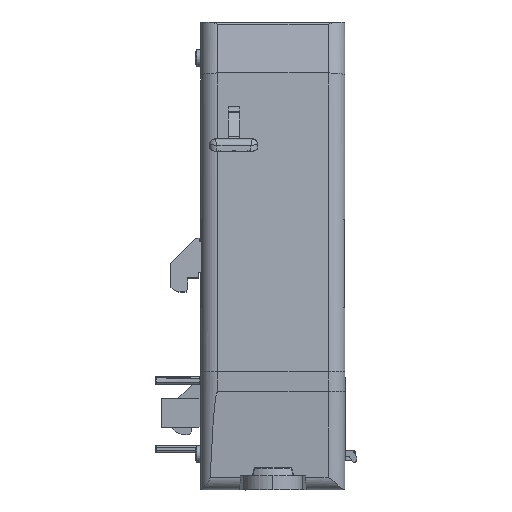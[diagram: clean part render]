
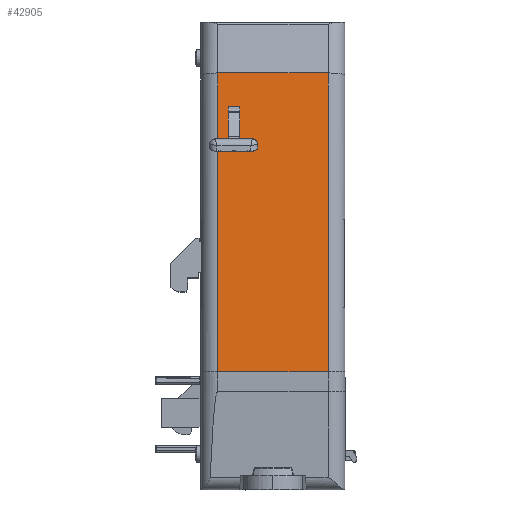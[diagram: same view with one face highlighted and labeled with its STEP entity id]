
A CAD part, front view. The second image highlights one B-rep face of the part: STEP entity #42905.
In plain terms, the highlighted planar face has unit normal (0, -0.999, 0.044).
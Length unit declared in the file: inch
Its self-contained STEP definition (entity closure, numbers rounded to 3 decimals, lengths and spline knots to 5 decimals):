
#48 = LINE ( 'NONE', #67848, #88898 ) ;
#1826 = VECTOR ( 'NONE', #93622, 39.37008 ) ;
#6622 = ORIENTED_EDGE ( 'NONE', *, *, #176615, .F. ) ;
#8605 = DIRECTION ( 'NONE',  ( -1., 0., 0. ) ) ;
#14546 = DIRECTION ( 'NONE',  ( -1., 0., 0. ) ) ;
#20700 = CARTESIAN_POINT ( 'NONE',  ( 0.5, -1.92995, 2.23368 ) ) ;
#20935 = EDGE_CURVE ( 'NONE', #166937, #151928, #136769, .T. ) ;
#27548 = EDGE_CURVE ( 'NONE', #28137, #143735, #48, .T. ) ;
#28137 = VERTEX_POINT ( 'NONE', #91958 ) ;
#30599 = EDGE_CURVE ( 'NONE', #71642, #65805, #150401, .T. ) ;
#30810 = FACE_BOUND ( 'NONE', #47886, .T. ) ;
#32470 = CARTESIAN_POINT ( 'NONE',  ( 0.5, -1.90791, 2.73853 ) ) ;
#35629 = VERTEX_POINT ( 'NONE', #40426 ) ;
#36859 = EDGE_CURVE ( 'NONE', #166937, #65805, #154700, .T. ) ;
#40426 = CARTESIAN_POINT ( 'NONE',  ( -0.31046, -1.91795, 2.50855 ) ) ;
#41819 = CARTESIAN_POINT ( 'NONE',  ( 0.5, -2.09604, -1.57051 ) ) ;
#42522 = DIRECTION ( 'NONE',  ( -1., 0., 0. ) ) ;
#42905 = ADVANCED_FACE ( 'NONE', ( #99594, #30810 ), #142621, .T. ) ;
#47886 = EDGE_LOOP ( 'NONE', ( #174339, #147352, #6622, #69834 ) ) ;
#53831 = EDGE_CURVE ( 'NONE', #151928, #71642, #158013, .T. ) ;
#57438 = DIRECTION ( 'NONE',  ( 0., -0.999, 0.044 ) ) ;
#60706 = DIRECTION ( 'NONE',  ( 0., 0.044, 0.999 ) ) ;
#62207 = VECTOR ( 'NONE', #42522, 39.37008 ) ;
#65805 = VERTEX_POINT ( 'NONE', #165008 ) ;
#67848 = CARTESIAN_POINT ( 'NONE',  ( -0.2317, -2.09604, -1.57051 ) ) ;
#69834 = ORIENTED_EDGE ( 'NONE', *, *, #170954, .T. ) ;
#71642 = VERTEX_POINT ( 'NONE', #139171 ) ;
#72085 = DIRECTION ( 'NONE',  ( -1., 0., 0. ) ) ;
#75611 = ORIENTED_EDGE ( 'NONE', *, *, #30599, .T. ) ;
#76095 = CARTESIAN_POINT ( 'NONE',  ( -0.31046, -1.92995, 2.23368 ) ) ;
#76614 = LINE ( 'NONE', #20700, #158634 ) ;
#78716 = ORIENTED_EDGE ( 'NONE', *, *, #53831, .T. ) ;
#81441 = VECTOR ( 'NONE', #96411, 39.37008 ) ;
#81782 = CARTESIAN_POINT ( 'NONE',  ( 0.38287, -2.09604, -1.57051 ) ) ;
#85087 = CARTESIAN_POINT ( 'NONE',  ( 0.5, -1.99846, 0.66455 ) ) ;
#88898 = VECTOR ( 'NONE', #109090, 39.37008 ) ;
#91958 = CARTESIAN_POINT ( 'NONE',  ( -0.2317, -1.91795, 2.50855 ) ) ;
#93622 = DIRECTION ( 'NONE',  ( 0., -0.044, -0.999 ) ) ;
#96411 = DIRECTION ( 'NONE',  ( 0., 0.044, 0.999 ) ) ;
#99594 = FACE_OUTER_BOUND ( 'NONE', #104117, .T. ) ;
#102652 = AXIS2_PLACEMENT_3D ( 'NONE', #41819, #57438, #72085 ) ;
#103623 = ORIENTED_EDGE ( 'NONE', *, *, #36859, .F. ) ;
#104117 = EDGE_LOOP ( 'NONE', ( #103623, #139714, #78716, #75611 ) ) ;
#104288 = VECTOR ( 'NONE', #60706, 39.37008 ) ;
#109090 = DIRECTION ( 'NONE',  ( 0., -0.044, -0.999 ) ) ;
#109170 = CARTESIAN_POINT ( 'NONE',  ( -0.38287, -1.99846, 0.66455 ) ) ;
#114793 = LINE ( 'NONE', #144066, #104288 ) ;
#123383 = CARTESIAN_POINT ( 'NONE',  ( -0.2317, -1.92995, 2.23368 ) ) ;
#125969 = LINE ( 'NONE', #180945, #62207 ) ;
#127467 = VECTOR ( 'NONE', #8605, 39.37008 ) ;
#128877 = CARTESIAN_POINT ( 'NONE',  ( 0.38287, -1.90791, 2.73853 ) ) ;
#132417 = CARTESIAN_POINT ( 'NONE',  ( 0.38287, -1.99846, 0.66455 ) ) ;
#136769 = LINE ( 'NONE', #81782, #81441 ) ;
#139171 = CARTESIAN_POINT ( 'NONE',  ( -0.38287, -1.90791, 2.73853 ) ) ;
#139714 = ORIENTED_EDGE ( 'NONE', *, *, #20935, .T. ) ;
#142621 = PLANE ( 'NONE',  #102652 ) ;
#143735 = VERTEX_POINT ( 'NONE', #123383 ) ;
#144066 = CARTESIAN_POINT ( 'NONE',  ( -0.31046, -2.09604, -1.57051 ) ) ;
#147352 = ORIENTED_EDGE ( 'NONE', *, *, #27548, .T. ) ;
#149987 = EDGE_CURVE ( 'NONE', #28137, #35629, #125969, .T. ) ;
#150401 = LINE ( 'NONE', #109170, #1826 ) ;
#151928 = VERTEX_POINT ( 'NONE', #128877 ) ;
#154700 = LINE ( 'NONE', #85087, #160354 ) ;
#156077 = VERTEX_POINT ( 'NONE', #76095 ) ;
#158013 = LINE ( 'NONE', #32470, #127467 ) ;
#158634 = VECTOR ( 'NONE', #176425, 39.37008 ) ;
#160354 = VECTOR ( 'NONE', #14546, 39.37008 ) ;
#165008 = CARTESIAN_POINT ( 'NONE',  ( -0.38287, -1.99846, 0.66455 ) ) ;
#166937 = VERTEX_POINT ( 'NONE', #132417 ) ;
#170954 = EDGE_CURVE ( 'NONE', #156077, #35629, #114793, .T. ) ;
#174339 = ORIENTED_EDGE ( 'NONE', *, *, #149987, .F. ) ;
#176425 = DIRECTION ( 'NONE',  ( 1., 0., 0. ) ) ;
#176615 = EDGE_CURVE ( 'NONE', #156077, #143735, #76614, .T. ) ;
#180945 = CARTESIAN_POINT ( 'NONE',  ( -0.27108, -1.91795, 2.50855 ) ) ;
